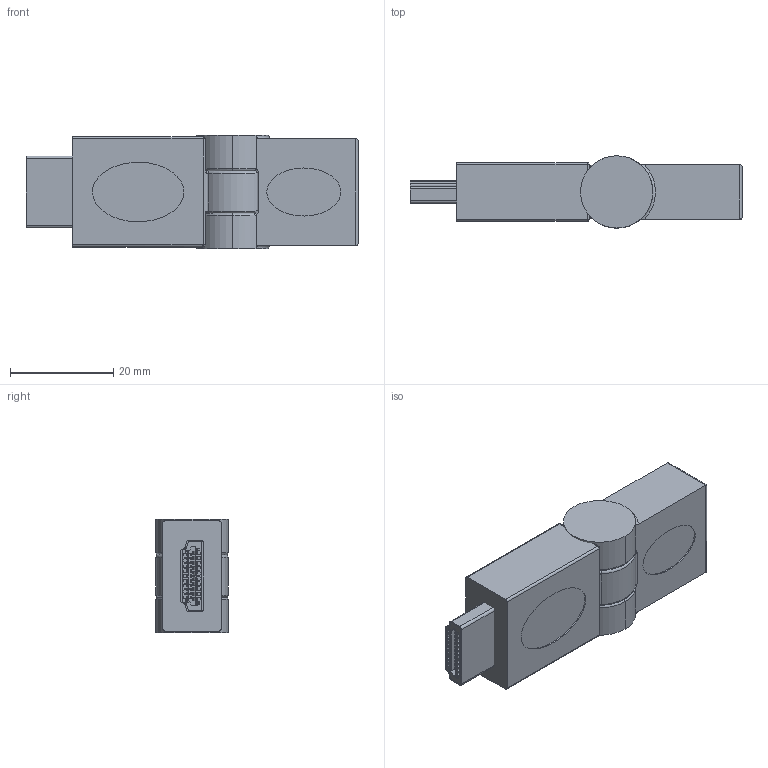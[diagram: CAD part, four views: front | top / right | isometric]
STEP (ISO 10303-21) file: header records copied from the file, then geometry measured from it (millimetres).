
FILE_DESCRIPTION (( 'STEP AP214' ), '1' );
FILE_NAME ('VHC00027.STEP', '2018-09-26T14:05:47', ( '' ), ( '' ), 'SwSTEP 2.0', 'SolidWorks 2017', '' );
FILE_SCHEMA (( 'AUTOMOTIVE_DESIGN' ));
Length unit declared in the file: inch
Products named in the file (10): 1AH05-004-MA2___; VHC-SW-MA2_SOLID; VHC-SW-MA4; 1AH05-013-MA1___; 1AH05-013___; 1AH05-004-MA3___; VHC00027; 1AH05-004___; 1AH05-013-MA2___; 1AH05-004-MA1___
Assembly tree (27 placements, depth 3):
  VHC00027
    VHC-SW-MA2_SOLID
    VHC-SW-MA4
    1AH05-013___
      1AH05-013-MA2___
      1AH05-013-MA1___
    1AH05-004___
      1AH05-004-MA1___
      1AH05-004-MA2___
      1AH05-004-MA3___  x19
Bounding box: 64.34 x 14 x 22.06 mm (x, y, z)
Volume: 12594.5 mm3; surface area: 10619.1 mm2
Topology: 44 solids, 45 shells, 3193 faces, 8304 edges, 5393 vertices
Faces by surface type: plane 2650, cylinder 407, bspline 106, torus 28, sphere 2
Entity records: 94283 total; most frequent: CARTESIAN_POINT 20651, ORIENTED_EDGE 14152, DIRECTION 12622, EDGE_CURVE 7076, VECTOR 6128, LINE 6128, VERTEX_POINT 4673, AXIS2_PLACEMENT_3D 3247
